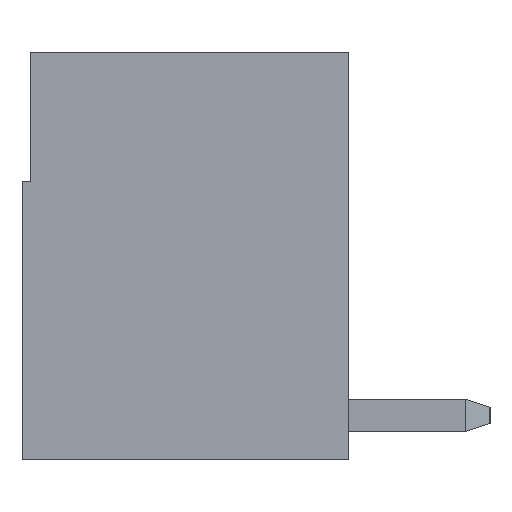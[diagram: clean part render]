
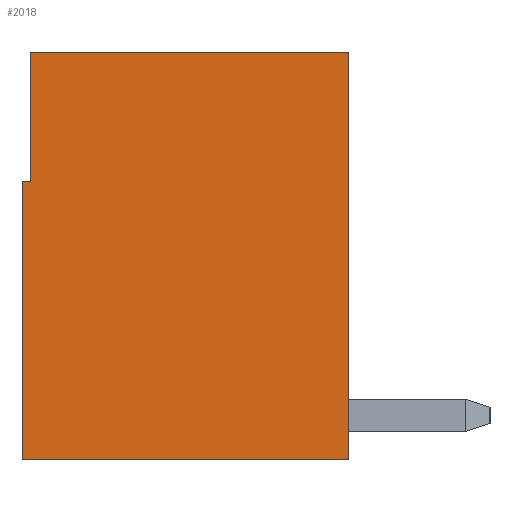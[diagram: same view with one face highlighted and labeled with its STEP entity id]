
A CAD part, left-side view. The second image highlights one B-rep face of the part: STEP entity #2018.
In plain terms, the highlighted planar face has unit normal (-1, 0, 0).
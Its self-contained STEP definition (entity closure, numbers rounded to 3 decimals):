
#2018 = ADVANCED_FACE( '', ( #4171 ), #4172, .T. );
#4171 = FACE_OUTER_BOUND( '', #6452, .T. );
#4172 = PLANE( '', #6453 );
#6452 = EDGE_LOOP( '', ( #12222, #12223, #12224, #12225, #12226, #12227 ) );
#6453 = AXIS2_PLACEMENT_3D( '', #12228, #12229, #12230 );
#12222 = ORIENTED_EDGE( '', *, *, #13933, .T. );
#12223 = ORIENTED_EDGE( '', *, *, #14668, .T. );
#12224 = ORIENTED_EDGE( '', *, *, #15414, .T. );
#12225 = ORIENTED_EDGE( '', *, *, #15946, .T. );
#12226 = ORIENTED_EDGE( '', *, *, #15985, .T. );
#12227 = ORIENTED_EDGE( '', *, *, #14249, .T. );
#12228 = CARTESIAN_POINT( '', ( -21.05, 0., 0. ) );
#12229 = DIRECTION( '', ( -1., 0., 0. ) );
#12230 = DIRECTION( '', ( 0., 0., 1. ) );
#13933 = EDGE_CURVE( '', #16717, #16715, #16718, .T. );
#14249 = EDGE_CURVE( '', #17278, #16717, #17279, .T. );
#14668 = EDGE_CURVE( '', #16715, #17990, #17993, .T. );
#15414 = EDGE_CURVE( '', #17990, #19155, #19157, .T. );
#15946 = EDGE_CURVE( '', #19155, #19887, #19889, .T. );
#15985 = EDGE_CURVE( '', #19887, #17278, #19939, .T. );
#16715 = VERTEX_POINT( '', #20808 );
#16717 = VERTEX_POINT( '', #20811 );
#16718 = LINE( '', #20812, #20813 );
#17278 = VERTEX_POINT( '', #21611 );
#17279 = LINE( '', #21612, #21613 );
#17990 = VERTEX_POINT( '', #22647 );
#17993 = LINE( '', #22651, #22652 );
#19155 = VERTEX_POINT( '', #24388 );
#19157 = LINE( '', #24391, #24392 );
#19887 = VERTEX_POINT( '', #25493 );
#19889 = LINE( '', #25496, #25497 );
#19939 = LINE( '', #25569, #25570 );
#20808 = CARTESIAN_POINT( '', ( -21.05, -4.05, 5.05 ) );
#20811 = CARTESIAN_POINT( '', ( -21.05, -4.05, -5.05 ) );
#20812 = CARTESIAN_POINT( '', ( -21.05, -4.05, -5.05 ) );
#20813 = VECTOR( '', #26547, 1000. );
#21611 = CARTESIAN_POINT( '', ( -21.05, 4.05, -5.05 ) );
#21612 = CARTESIAN_POINT( '', ( -21.05, 4.05, -5.05 ) );
#21613 = VECTOR( '', #26852, 1000. );
#22647 = CARTESIAN_POINT( '', ( -21.05, 3.85, 5.05 ) );
#22651 = CARTESIAN_POINT( '', ( -21.05, -4.05, 5.05 ) );
#22652 = VECTOR( '', #27246, 1000. );
#24388 = CARTESIAN_POINT( '', ( -21.05, 3.85, 1.85 ) );
#24391 = CARTESIAN_POINT( '', ( -21.05, 3.85, 5.05 ) );
#24392 = VECTOR( '', #27891, 1000. );
#25493 = CARTESIAN_POINT( '', ( -21.05, 4.05, 1.85 ) );
#25496 = CARTESIAN_POINT( '', ( -21.05, 3.85, 1.85 ) );
#25497 = VECTOR( '', #28300, 1000. );
#25569 = CARTESIAN_POINT( '', ( -21.05, 4.05, 1.85 ) );
#25570 = VECTOR( '', #28332, 1000. );
#26547 = DIRECTION( '', ( 0., 0., 1. ) );
#26852 = DIRECTION( '', ( 0., -1., 0. ) );
#27246 = DIRECTION( '', ( 0., 1., 0. ) );
#27891 = DIRECTION( '', ( 0., 0., -1. ) );
#28300 = DIRECTION( '', ( 0., 1., 0. ) );
#28332 = DIRECTION( '', ( 0., 0., -1. ) );
